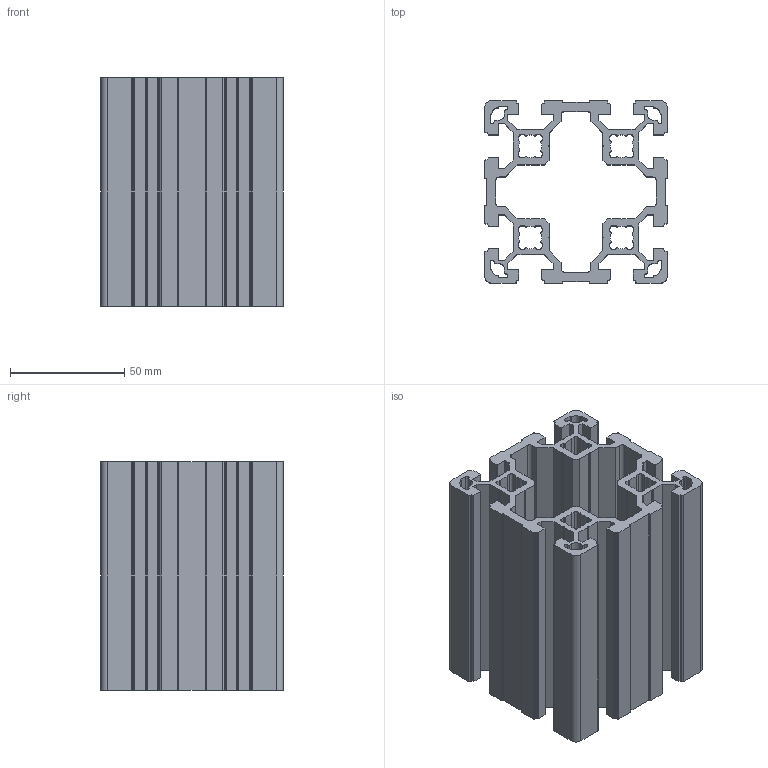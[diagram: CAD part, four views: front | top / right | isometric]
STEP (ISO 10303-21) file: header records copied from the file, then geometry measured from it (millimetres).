
FILE_DESCRIPTION(('FreeCAD Model'),'2;1');
FILE_NAME('Open CASCADE Shape Model','2024-03-19T08:19:17',(''),(''), 'Open CASCADE STEP processor 7.6','FreeCAD','Unknown');
FILE_SCHEMA(('AUTOMOTIVE_DESIGN { 1 0 10303 214 1 1 1 1 }'));
Length unit declared in the file: millimetre
Products named in the file (1): STB10-8080
Bounding box: 80 x 80 x 100 mm (x, y, z)
Volume: 192525.2 mm3; surface area: 118762.1 mm2
Topology: 1 solids, 1 shells, 662 faces, 1980 edges, 1320 vertices
Faces by surface type: cylinder 351, plane 311
Entity records: 49357 total; most frequent: CARTESIAN_POINT 10029, DIRECTION 7617, LINE 4536, VECTOR 4536, ORIENTED_EDGE 3960, PCURVE 3960, DEFINITIONAL_REPRESENTATION 3960, EDGE_CURVE 1980
